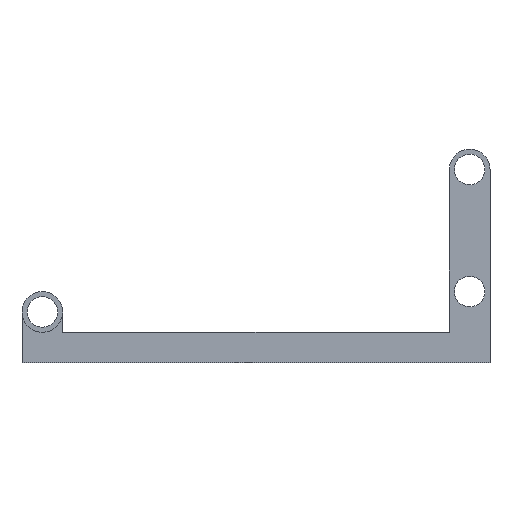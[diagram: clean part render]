
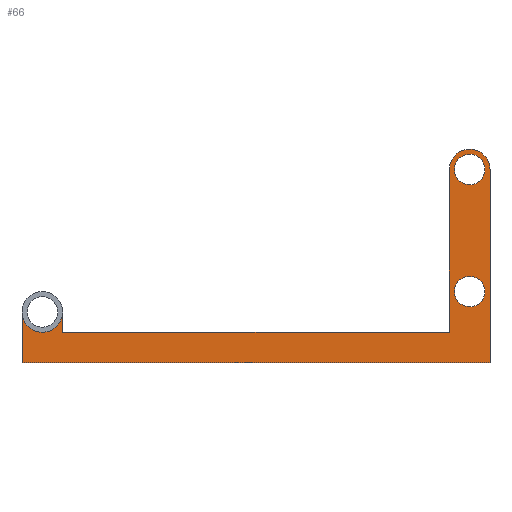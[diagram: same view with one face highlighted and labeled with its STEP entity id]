
A CAD part, top view. The second image highlights one B-rep face of the part: STEP entity #66.
In plain terms, the highlighted planar face has unit normal (0, 0, 1).
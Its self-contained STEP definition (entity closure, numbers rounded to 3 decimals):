
#66=ADVANCED_FACE('',(#192,#194,#196),#198,.T.);
#192=FACE_BOUND('',#193,.T.);
#193=EDGE_LOOP('',(#299,#300,#301,#302,#303,#304,#305,#306));
#194=FACE_BOUND('',#195,.T.);
#195=EDGE_LOOP('',(#307));
#196=FACE_BOUND('',#197,.T.);
#197=EDGE_LOOP('',(#308));
#198=PLANE('',#199);
#199=AXIS2_PLACEMENT_3D('',#200,#201,#202);
#200=CARTESIAN_POINT('',(0.,0.,2.5));
#201=DIRECTION('',(0.,0.,1.));
#202=DIRECTION('',(1.,0.,0.));
#299=ORIENTED_EDGE('',*,*,#360,.F.);
#300=ORIENTED_EDGE('',*,*,#361,.T.);
#301=ORIENTED_EDGE('',*,*,#362,.T.);
#302=ORIENTED_EDGE('',*,*,#363,.T.);
#303=ORIENTED_EDGE('',*,*,#364,.T.);
#304=ORIENTED_EDGE('',*,*,#365,.T.);
#305=ORIENTED_EDGE('',*,*,#366,.T.);
#306=ORIENTED_EDGE('',*,*,#367,.T.);
#307=ORIENTED_EDGE('',*,*,#368,.T.);
#308=ORIENTED_EDGE('',*,*,#369,.T.);
#360=EDGE_CURVE('',#396,#392,#398,.T.);
#361=EDGE_CURVE('',#396,#399,#400,.T.);
#362=EDGE_CURVE('',#399,#401,#402,.T.);
#363=EDGE_CURVE('',#401,#403,#404,.T.);
#364=EDGE_CURVE('',#403,#405,#406,.T.);
#365=EDGE_CURVE('',#405,#407,#408,.T.);
#366=EDGE_CURVE('',#407,#409,#410,.T.);
#367=EDGE_CURVE('',#409,#392,#411,.T.);
#368=EDGE_CURVE('',#412,#412,#413,.F.);
#369=EDGE_CURVE('',#414,#414,#415,.F.);
#392=VERTEX_POINT('',#455);
#396=VERTEX_POINT('',#464);
#398=CIRCLE('',#468,10.);
#399=VERTEX_POINT('',#472);
#400=LINE('',#473,#474);
#401=VERTEX_POINT('',#476);
#402=LINE('',#477,#478);
#403=VERTEX_POINT('',#480);
#404=LINE('',#481,#482);
#405=VERTEX_POINT('',#484);
#406=CIRCLE('',#485,10.);
#407=VERTEX_POINT('',#489);
#408=LINE('',#490,#491);
#409=VERTEX_POINT('',#493);
#410=LINE('',#494,#495);
#411=LINE('',#497,#498);
#412=VERTEX_POINT('',#500);
#413=CIRCLE('',#501,7.5);
#414=VERTEX_POINT('',#505);
#415=CIRCLE('',#506,7.5);
#455=CARTESIAN_POINT('',(25.,25.,2.5));
#464=CARTESIAN_POINT('',(5.,25.,2.5));
#468=AXIS2_PLACEMENT_3D('',#469,#470,#471);
#469=CARTESIAN_POINT('',(15.,25.,2.5));
#470=DIRECTION('',(0.,0.,1.));
#471=DIRECTION('',(-1.,0.,0.));
#472=CARTESIAN_POINT('',(5.,0.,2.5));
#473=CARTESIAN_POINT('',(5.,25.,2.5));
#474=VECTOR('',#475,1.);
#475=DIRECTION('',(0.,-1.,0.));
#476=CARTESIAN_POINT('',(235.,0.,2.5));
#477=CARTESIAN_POINT('',(5.,0.,2.5));
#478=VECTOR('',#479,1.);
#479=DIRECTION('',(1.,0.,0.));
#480=CARTESIAN_POINT('',(235.,95.,2.5));
#481=CARTESIAN_POINT('',(235.,0.,2.5));
#482=VECTOR('',#483,1.);
#483=DIRECTION('',(0.,1.,0.));
#484=CARTESIAN_POINT('',(215.,95.,2.5));
#485=AXIS2_PLACEMENT_3D('',#486,#487,#488);
#486=CARTESIAN_POINT('',(225.,95.,2.5));
#487=DIRECTION('',(0.,0.,1.));
#488=DIRECTION('',(1.,0.,0.));
#489=CARTESIAN_POINT('',(215.,15.,2.5));
#490=CARTESIAN_POINT('',(215.,95.,2.5));
#491=VECTOR('',#492,1.);
#492=DIRECTION('',(0.,-1.,0.));
#493=CARTESIAN_POINT('',(25.,15.,2.5));
#494=CARTESIAN_POINT('',(215.,15.,2.5));
#495=VECTOR('',#496,1.);
#496=DIRECTION('',(-1.,0.,0.));
#497=CARTESIAN_POINT('',(25.,15.,2.5));
#498=VECTOR('',#499,1.);
#499=DIRECTION('',(0.,1.,0.));
#500=CARTESIAN_POINT('',(232.5,95.,2.5));
#501=AXIS2_PLACEMENT_3D('',#502,#503,#504);
#502=CARTESIAN_POINT('',(225.,95.,2.5));
#503=DIRECTION('',(0.,0.,1.));
#504=DIRECTION('',(1.,0.,0.));
#505=CARTESIAN_POINT('',(232.5,35.,2.5));
#506=AXIS2_PLACEMENT_3D('',#507,#508,#509);
#507=CARTESIAN_POINT('',(225.,35.,2.5));
#508=DIRECTION('',(0.,0.,1.));
#509=DIRECTION('',(1.,0.,0.));
